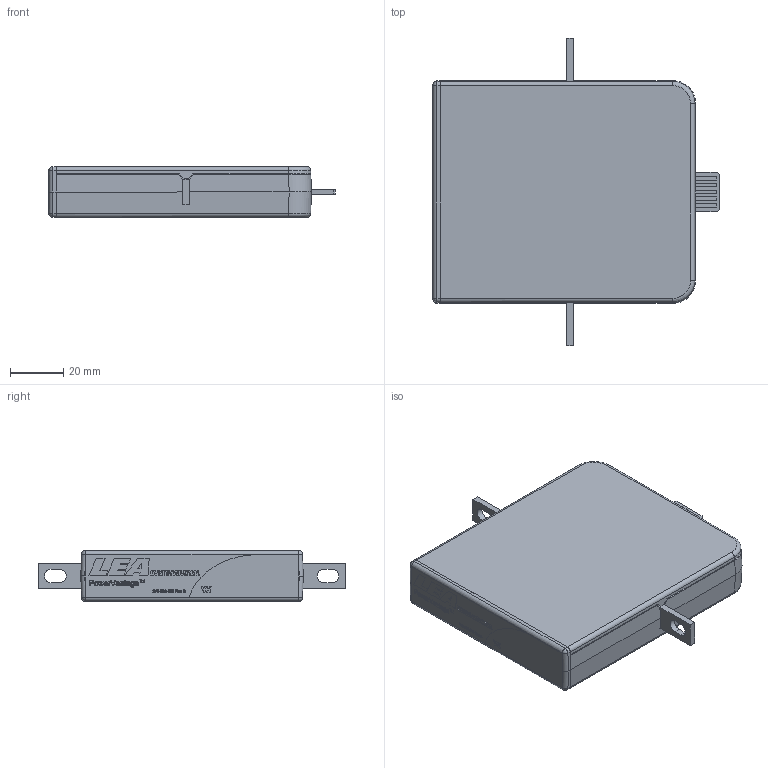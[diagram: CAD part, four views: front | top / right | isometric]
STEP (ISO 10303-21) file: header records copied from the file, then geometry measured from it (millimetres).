
FILE_DESCRIPTION (( 'STEP AP214' ), '1' );
FILE_NAME ('B93-00-0050-E.STEP', '2019-01-22T19:51:47', ( '' ), ( '' ), 'SwSTEP 2.0', 'SolidWorks 2018', '' );
FILE_SCHEMA (( 'AUTOMOTIVE_DESIGN' ));
Length unit declared in the file: inch
Products named in the file (13): 289-000-245-rev b; PEM CLS-440-2 ---S_PEM CLS-440-2 ---S; 289-000-108; B93-00-0050-E; PEM FH-440-5 ZI--S; 289-000-244-rev b; 2500-319; 2500-318; 270-000-529; 2500-319^2500-319; PEM FH-440-6 ZI--S; 693-000-178-G_CAP Moved
Assembly tree (12 placements, depth 3):
  B93-00-0050-E
    289-000-245-rev b
    289-000-108
    289-000-244-rev b
    2500-318
      2500-318
      PEM FH-440-5 ZI--S
      PEM FH-440-6 ZI--S
    2500-319
      2500-319^2500-319
      PEM CLS-440-2 ---S_PEM CLS-440-2 ---S
    693-000-178-G_CAP Moved
    270-000-529
Bounding box: 107.72 x 115.53 x 19.05 mm (x, y, z)
Volume: 45986.8 mm3; surface area: 57333.7 mm2
Topology: 66 solids, 66 shells, 2438 faces, 6448 edges, 4173 vertices
Faces by surface type: plane 1682, bspline 283, cylinder 273, cone 148, torus 48, sphere 4
Entity records: 100686 total; most frequent: CARTESIAN_POINT 27762, ORIENTED_EDGE 12864, DIRECTION 10936, EDGE_CURVE 6432, LINE 4946, VECTOR 4946, VERTEX_POINT 4173, AXIS2_PLACEMENT_3D 2995
